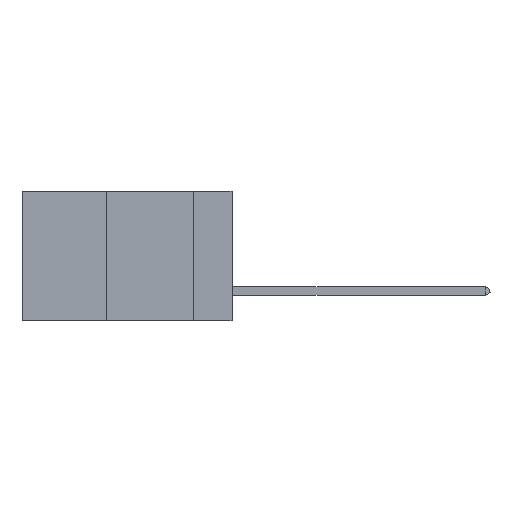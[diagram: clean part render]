
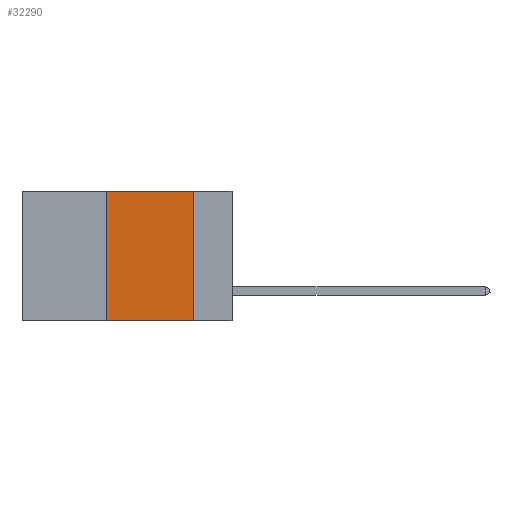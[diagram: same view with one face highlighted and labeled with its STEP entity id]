
A CAD part, left-side view. The second image highlights one B-rep face of the part: STEP entity #32290.
In plain terms, the highlighted planar face has unit normal (-1, 0, 0).
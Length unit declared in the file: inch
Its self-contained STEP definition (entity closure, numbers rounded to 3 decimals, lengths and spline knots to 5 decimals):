
#5786 = ORIENTED_EDGE ( 'NONE', *, *, #29282, .T. ) ;
#5805 = CARTESIAN_POINT ( 'NONE',  ( 0., 0.6, -0.37 ) ) ;
#6515 = VERTEX_POINT ( 'NONE', #40278 ) ;
#7221 = EDGE_CURVE ( 'NONE', #8670, #26008, #40339, .T. ) ;
#7253 = CARTESIAN_POINT ( 'NONE',  ( 0., 0.36, 0. ) ) ;
#7941 = DIRECTION ( 'NONE',  ( 0., 0., -1. ) ) ;
#8670 = VERTEX_POINT ( 'NONE', #23079 ) ;
#8808 = CARTESIAN_POINT ( 'NONE',  ( 0., 0.6, 0. ) ) ;
#9531 = EDGE_LOOP ( 'NONE', ( #18768, #28464, #49070, #5786 ) ) ;
#9801 = DIRECTION ( 'NONE',  ( 0., -1., 0. ) ) ;
#12094 = DIRECTION ( 'NONE',  ( 1., 0., 0. ) ) ;
#12100 = VECTOR ( 'NONE', #9801, 39.37008 ) ;
#13302 = VECTOR ( 'NONE', #44346, 39.37008 ) ;
#13612 = AXIS2_PLACEMENT_3D ( 'NONE', #8808, #12094, #47131 ) ;
#15793 = CARTESIAN_POINT ( 'NONE',  ( 0., 0.11, 0. ) ) ;
#17900 = CARTESIAN_POINT ( 'NONE',  ( 0., 0.36, -0.37 ) ) ;
#18768 = ORIENTED_EDGE ( 'NONE', *, *, #33054, .F. ) ;
#20858 = LINE ( 'NONE', #5805, #12100 ) ;
#22310 = LINE ( 'NONE', #7253, #28719 ) ;
#22567 = DIRECTION ( 'NONE',  ( 0., 0., 1. ) ) ;
#23079 = CARTESIAN_POINT ( 'NONE',  ( 0., 0.36, 0. ) ) ;
#23124 = FACE_OUTER_BOUND ( 'NONE', #9531, .T. ) ;
#24672 = EDGE_CURVE ( 'NONE', #48037, #8670, #22310, .T. ) ;
#26008 = VERTEX_POINT ( 'NONE', #15793 ) ;
#28464 = ORIENTED_EDGE ( 'NONE', *, *, #7221, .F. ) ;
#28719 = VECTOR ( 'NONE', #22567, 39.37008 ) ;
#29282 = EDGE_CURVE ( 'NONE', #48037, #6515, #20858, .T. ) ;
#32290 = ADVANCED_FACE ( 'NONE', ( #23124 ), #42400, .F. ) ;
#32360 = CARTESIAN_POINT ( 'NONE',  ( 0., 0.6, 0. ) ) ;
#33054 = EDGE_CURVE ( 'NONE', #26008, #6515, #42279, .T. ) ;
#37676 = VECTOR ( 'NONE', #7941, 39.37008 ) ;
#38517 = CARTESIAN_POINT ( 'NONE',  ( 0., 0.11, 0. ) ) ;
#40278 = CARTESIAN_POINT ( 'NONE',  ( 0., 0.11, -0.37 ) ) ;
#40339 = LINE ( 'NONE', #32360, #13302 ) ;
#42279 = LINE ( 'NONE', #38517, #37676 ) ;
#42400 = PLANE ( 'NONE',  #13612 ) ;
#44346 = DIRECTION ( 'NONE',  ( 0., -1., 0. ) ) ;
#47131 = DIRECTION ( 'NONE',  ( 0., 0., -1. ) ) ;
#48037 = VERTEX_POINT ( 'NONE', #17900 ) ;
#49070 = ORIENTED_EDGE ( 'NONE', *, *, #24672, .F. ) ;
